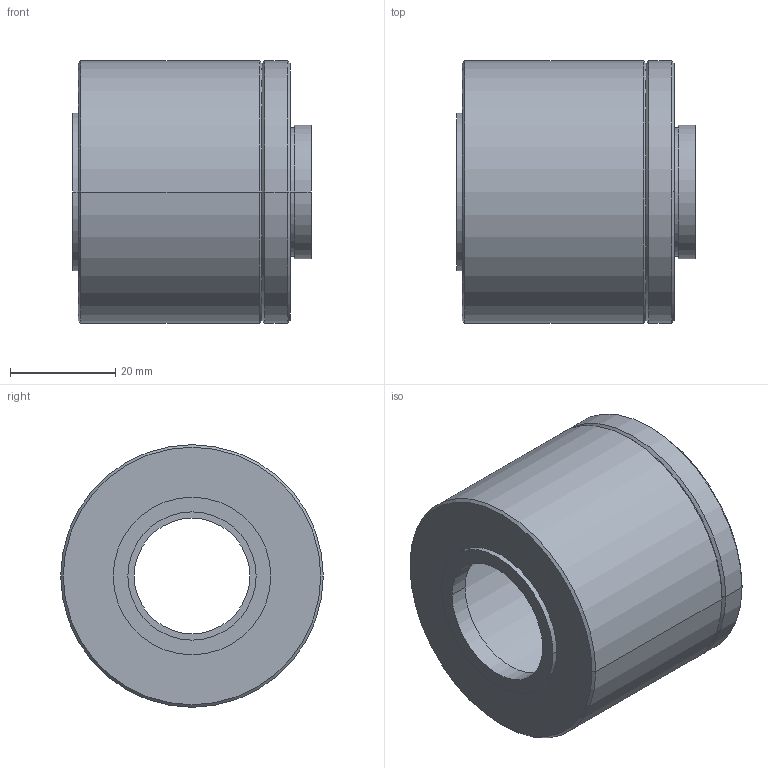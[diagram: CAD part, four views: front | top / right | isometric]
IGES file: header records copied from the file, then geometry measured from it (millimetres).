
Start section: SolidWorks IGES file using analytic representation for surfaces
Global section: file name: 66027.IGS; native system: SolidWorks 2009; preprocessor: SolidWorks 2009; author: BillB; date: 090923.085215; units: millimetre
Bounding box: 45.37 x 50 x 50 mm (x, y, z)
Volume: 35405.2 mm3; surface area: 19405.5 mm2
Topology: 6 solids, 6 shells, 161 faces, 346 edges, 214 vertices
Faces by surface type: revolution 104, plane 57
